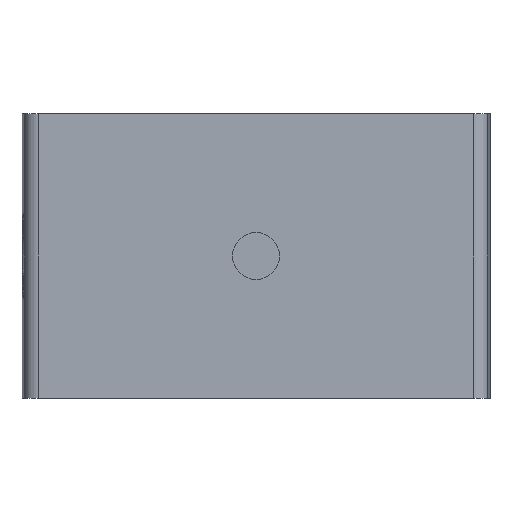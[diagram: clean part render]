
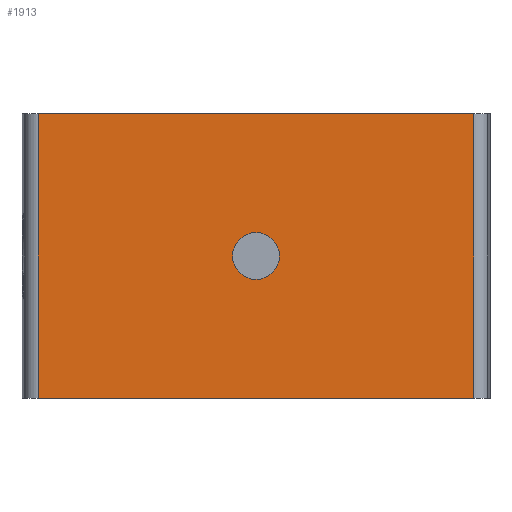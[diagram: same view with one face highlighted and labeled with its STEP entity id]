
A CAD part, left-side view. The second image highlights one B-rep face of the part: STEP entity #1913.
In plain terms, the highlighted planar face has unit normal (-1, 0, 0).
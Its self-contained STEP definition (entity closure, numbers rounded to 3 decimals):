
#116=CIRCLE('',#2074,2.5);
#266=ORIENTED_EDGE('',*,*,#791,.F.);
#267=ORIENTED_EDGE('',*,*,#792,.T.);
#268=ORIENTED_EDGE('',*,*,#793,.F.);
#269=ORIENTED_EDGE('',*,*,#794,.F.);
#270=ORIENTED_EDGE('',*,*,#795,.T.);
#791=EDGE_CURVE('',#1053,#1053,#116,.F.);
#792=EDGE_CURVE('',#1054,#1055,#1229,.T.);
#793=EDGE_CURVE('',#1056,#1055,#1230,.T.);
#794=EDGE_CURVE('',#1057,#1056,#1231,.T.);
#795=EDGE_CURVE('',#1057,#1054,#1232,.T.);
#1053=VERTEX_POINT('',#3056);
#1054=VERTEX_POINT('',#3058);
#1055=VERTEX_POINT('',#3059);
#1056=VERTEX_POINT('',#3061);
#1057=VERTEX_POINT('',#3063);
#1229=LINE('',#3057,#1360);
#1230=LINE('',#3060,#1361);
#1231=LINE('',#3062,#1362);
#1232=LINE('',#3064,#1363);
#1360=VECTOR('',#2381,1000.);
#1361=VECTOR('',#2382,1000.);
#1362=VECTOR('',#2383,1000.);
#1363=VECTOR('',#2384,1000.);
#1480=EDGE_LOOP('',(#266));
#1481=EDGE_LOOP('',(#267,#268,#269,#270));
#1671=FACE_BOUND('',#1480,.T.);
#1672=FACE_BOUND('',#1481,.T.);
#1858=PLANE('',#2073);
#1913=ADVANCED_FACE('',(#1671,#1672),#1858,.F.);
#2073=AXIS2_PLACEMENT_3D('',#3054,#2377,#2378);
#2074=AXIS2_PLACEMENT_3D('',#3055,#2379,#2380);
#2377=DIRECTION('',(1.,0.,0.));
#2378=DIRECTION('',(0.,0.,-1.));
#2379=DIRECTION('',(1.,0.,0.));
#2380=DIRECTION('',(0.,0.,-1.));
#2381=DIRECTION('',(0.,-1.,0.));
#2382=DIRECTION('',(0.,0.,-1.));
#2383=DIRECTION('',(0.,-1.,0.));
#2384=DIRECTION('',(0.,0.,-1.));
#3054=CARTESIAN_POINT('',(-69.,48.247,15.2));
#3055=CARTESIAN_POINT('',(-69.,25.,0.));
#3056=CARTESIAN_POINT('',(-69.,25.,-2.5));
#3057=CARTESIAN_POINT('',(-69.,48.247,-15.2));
#3058=CARTESIAN_POINT('',(-69.,48.247,-15.2));
#3059=CARTESIAN_POINT('',(-69.,1.753,-15.2));
#3060=CARTESIAN_POINT('',(-69.,1.753,15.2));
#3061=CARTESIAN_POINT('',(-69.,1.753,15.2));
#3062=CARTESIAN_POINT('',(-69.,48.247,15.2));
#3063=CARTESIAN_POINT('',(-69.,48.247,15.2));
#3064=CARTESIAN_POINT('',(-69.,48.247,15.2));
